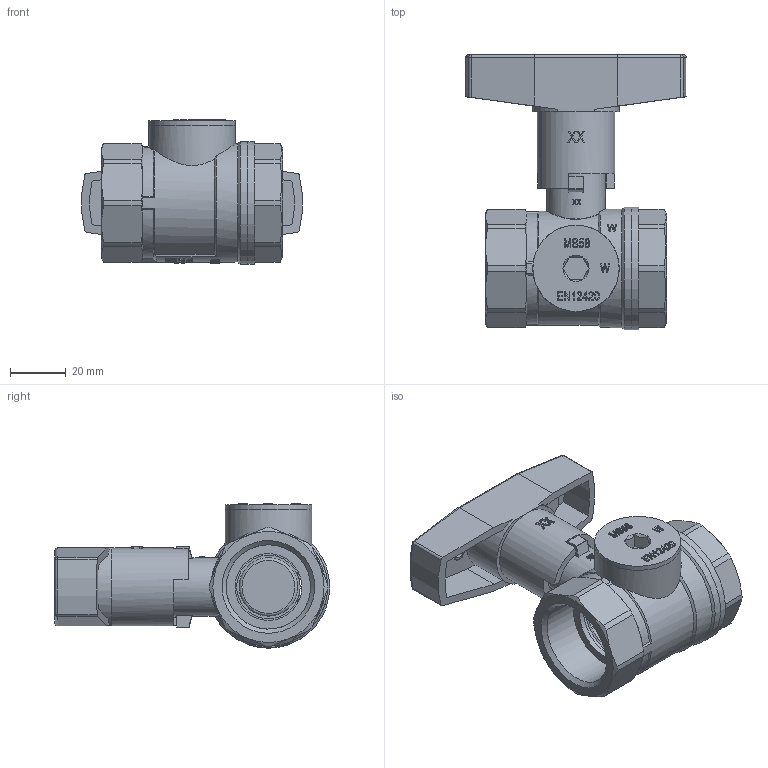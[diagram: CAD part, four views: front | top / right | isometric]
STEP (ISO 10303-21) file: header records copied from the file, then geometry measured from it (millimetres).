
FILE_DESCRIPTION(/* description */ ('Unknown'),/* implementation_level */ '2;1');
FILE_NAME(/* name */ '6080-06',/* time_stamp */ '2023-02-10T08:00:40+01:00',/* author */ ('Unknown'),/* organization */ ('Unknown'),/* preprocessor_version */ 'ST-DEVELOPER v16.7',/* originating_system */ 'Solid Edge',/* authorisation */ 'Unknown');
FILE_SCHEMA (('AUTOMOTIVE_DESIGN {1 0 10303 214 3 1 1}'));
Length unit declared in the file: millimetre
Products named in the file (17): 6080-1; T-Griff 1; Schraube-m-imbus-1; T-Griff-Al-1-a; Abdeckkappe-3_8-1_1_2_0; 600-1-Kvrper-co_oa_0; 600-1-Speerring.1; 600-1-Einschraubteil; 600-1-Sieb; kvrper-co; 600-1-Kvrper; 600-1-O-Ring; 600-1-Deckel; 600-1-Spindel-co_oa_1; 600-1-Stopfbuchse; 600-1-spindel
Assembly tree (16 placements, depth 4):
  6080-1
    T-Griff 1
      Schraube-m-imbus-1
        Schraube-m-imbus-1
      T-Griff-Al-1-a
      Abdeckkappe-3_8-1_1_2_0
    600-1-Kvrper-co_oa_0
      600-1-Speerring.1
      600-1-Einschraubteil
      600-1-Sieb
      kvrper-co
        600-1-Kvrper
        600-1-O-Ring
        600-1-Deckel
    600-1-Spindel-co_oa_1
      600-1-Stopfbuchse
      600-1-spindel
Bounding box: 79.22 x 98.9 x 51.85 mm (x, y, z)
Volume: 78389.5 mm3; surface area: 52497 mm2
Topology: 11 solids, 11 shells, 1449 faces, 4013 edges, 2658 vertices
Faces by surface type: plane 1254, cylinder 128, cone 48, torus 8, sphere 6, bspline 5
Full cylindrical faces by diameter (mm): 1.5 x2, 3.4 x2, 5.4 x4, 8.5 x1, 8.9 x1, 12 x2, 12.1 x2, 12.5 x1, 14 x2, 14.5 x1, 16 x1, 16.5 x1, 18 x1, 18.1 x1, 19 x1, 19.2 x1, 21 x2, 22.5 x1, 22.8 x1, 23 x1, 24 x2, 24.5 x1, 26 x2, 28 x1, 30.291 x2, 31 x2, 32 x2, 37.5 x1, 39 x1, 40.5 x1
Entity records: 55488 total; most frequent: CARTESIAN_POINT 12566, DIRECTION 8089, ORIENTED_EDGE 7828, EDGE_CURVE 3914, AXIS2_PLACEMENT_3D 2824, VERTEX_POINT 2640, LINE 2441, VECTOR 2441
